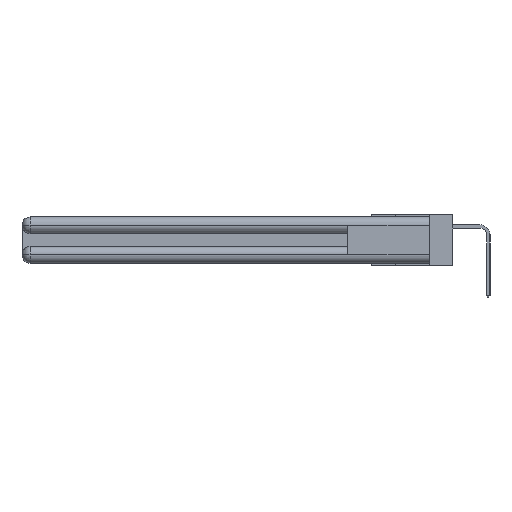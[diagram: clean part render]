
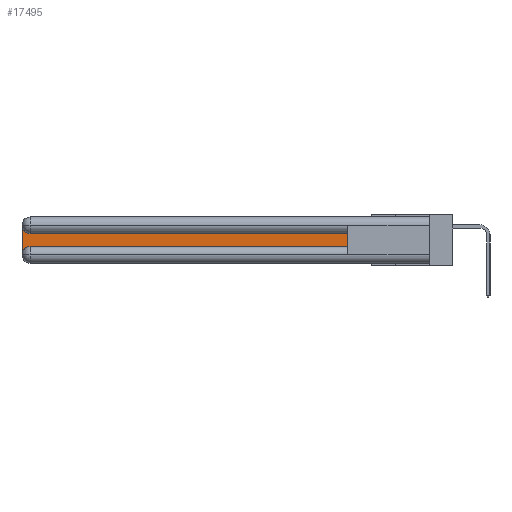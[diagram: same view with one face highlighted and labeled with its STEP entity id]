
A CAD part, left-side view. The second image highlights one B-rep face of the part: STEP entity #17495.
In plain terms, the highlighted planar face has unit normal (-1, 0, 0).
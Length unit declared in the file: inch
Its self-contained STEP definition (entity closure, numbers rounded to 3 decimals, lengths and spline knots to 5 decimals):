
#382 = FACE_OUTER_BOUND ( 'NONE', #20505, .T. ) ;
#568 = CARTESIAN_POINT ( 'NONE',  ( 0.075, 3., -0.2775 ) ) ;
#773 = EDGE_CURVE ( 'NONE', #27270, #6379, #24604, .T. ) ;
#2136 = VECTOR ( 'NONE', #14040, 39.37008 ) ;
#4571 = AXIS2_PLACEMENT_3D ( 'NONE', #15167, #8348, #24596 ) ;
#4986 = DIRECTION ( 'NONE',  ( 0., 0., 1. ) ) ;
#6379 = VERTEX_POINT ( 'NONE', #16574 ) ;
#6644 = CARTESIAN_POINT ( 'NONE',  ( 0.075, 0.6, -0.2175 ) ) ;
#8348 = DIRECTION ( 'NONE',  ( 1., 0., 0. ) ) ;
#9101 = AXIS2_PLACEMENT_3D ( 'NONE', #26683, #19878, #24294 ) ;
#10723 = ORIENTED_EDGE ( 'NONE', *, *, #20096, .T. ) ;
#11362 = CARTESIAN_POINT ( 'NONE',  ( 0.075, 0.6, -0.2175 ) ) ;
#11568 = DIRECTION ( 'NONE',  ( 0., -1., 0. ) ) ;
#11915 = ORIENTED_EDGE ( 'NONE', *, *, #28239, .T. ) ;
#12254 = LINE ( 'NONE', #6644, #21943 ) ;
#13405 = CIRCLE ( 'NONE', #23154, 0.06 ) ;
#14040 = DIRECTION ( 'NONE',  ( 0., 0., -1. ) ) ;
#14224 = CARTESIAN_POINT ( 'NONE',  ( 0.075, 3., -0.2175 ) ) ;
#15167 = CARTESIAN_POINT ( 'NONE',  ( 0.075, 3., -0.1225 ) ) ;
#15333 = VERTEX_POINT ( 'NONE', #19839 ) ;
#15346 = LINE ( 'NONE', #15585, #15705 ) ;
#15585 = CARTESIAN_POINT ( 'NONE',  ( 0.075, 0.6, -0.1225 ) ) ;
#15705 = VECTOR ( 'NONE', #20212, 39.37008 ) ;
#15764 = LINE ( 'NONE', #14224, #2136 ) ;
#16129 = CARTESIAN_POINT ( 'NONE',  ( 0.075, 3., -0.0625 ) ) ;
#16191 = ORIENTED_EDGE ( 'NONE', *, *, #773, .T. ) ;
#16574 = CARTESIAN_POINT ( 'NONE',  ( 0.075, 2.94, -0.2175 ) ) ;
#17495 = ADVANCED_FACE ( 'NONE', ( #382 ), #28917, .F. ) ;
#17661 = EDGE_CURVE ( 'NONE', #6379, #24238, #12254, .T. ) ;
#19839 = CARTESIAN_POINT ( 'NONE',  ( 0.075, 2.94, -0.1225 ) ) ;
#19878 = DIRECTION ( 'NONE',  ( 1., 0., 0. ) ) ;
#20096 = EDGE_CURVE ( 'NONE', #24238, #21455, #21123, .T. ) ;
#20212 = DIRECTION ( 'NONE',  ( 0., 1., 0. ) ) ;
#20505 = EDGE_LOOP ( 'NONE', ( #11915, #22912, #21811, #16191, #24973, #10723 ) ) ;
#21068 = DIRECTION ( 'NONE',  ( 0., 0., -1. ) ) ;
#21123 = LINE ( 'NONE', #11362, #23605 ) ;
#21455 = VERTEX_POINT ( 'NONE', #26130 ) ;
#21475 = DIRECTION ( 'NONE',  ( 1., 0., 0. ) ) ;
#21811 = ORIENTED_EDGE ( 'NONE', *, *, #27116, .T. ) ;
#21943 = VECTOR ( 'NONE', #11568, 39.37008 ) ;
#22595 = VERTEX_POINT ( 'NONE', #16129 ) ;
#22912 = ORIENTED_EDGE ( 'NONE', *, *, #24879, .T. ) ;
#23154 = AXIS2_PLACEMENT_3D ( 'NONE', #25740, #21475, #21068 ) ;
#23399 = CARTESIAN_POINT ( 'NONE',  ( 0.075, 0.6, -0.2175 ) ) ;
#23605 = VECTOR ( 'NONE', #4986, 39.37008 ) ;
#24238 = VERTEX_POINT ( 'NONE', #23399 ) ;
#24294 = DIRECTION ( 'NONE',  ( 0., 0., -1. ) ) ;
#24596 = DIRECTION ( 'NONE',  ( 0., 0., -1. ) ) ;
#24604 = CIRCLE ( 'NONE', #9101, 0.06 ) ;
#24879 = EDGE_CURVE ( 'NONE', #15333, #22595, #13405, .T. ) ;
#24973 = ORIENTED_EDGE ( 'NONE', *, *, #17661, .T. ) ;
#25740 = CARTESIAN_POINT ( 'NONE',  ( 0.075, 2.94, -0.0625 ) ) ;
#26130 = CARTESIAN_POINT ( 'NONE',  ( 0.075, 0.6, -0.1225 ) ) ;
#26683 = CARTESIAN_POINT ( 'NONE',  ( 0.075, 2.94, -0.2775 ) ) ;
#27116 = EDGE_CURVE ( 'NONE', #22595, #27270, #15764, .T. ) ;
#27270 = VERTEX_POINT ( 'NONE', #568 ) ;
#28239 = EDGE_CURVE ( 'NONE', #21455, #15333, #15346, .T. ) ;
#28917 = PLANE ( 'NONE',  #4571 ) ;
